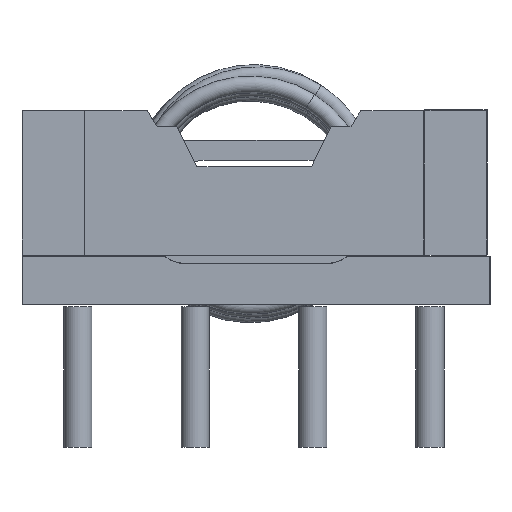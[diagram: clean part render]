
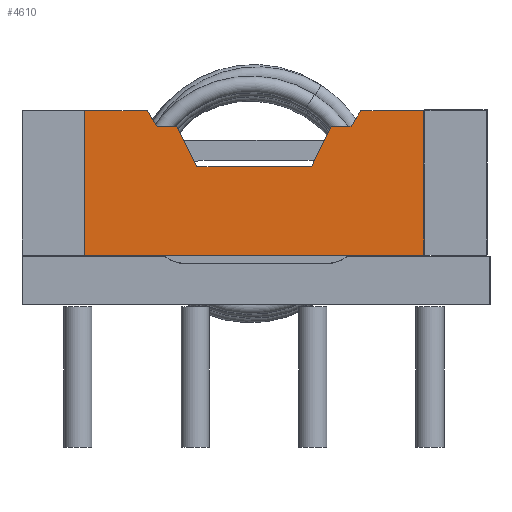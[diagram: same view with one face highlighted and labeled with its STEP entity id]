
A CAD part, left-side view. The second image highlights one B-rep face of the part: STEP entity #4610.
In plain terms, the highlighted planar face has unit normal (-1, 0, 0).
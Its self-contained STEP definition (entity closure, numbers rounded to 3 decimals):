
#4238=CARTESIAN_POINT('',(-8.038,3.157,5.689));
#4239=VERTEX_POINT('',#4238);
#4246=CARTESIAN_POINT('',(-8.038,2.527,5.689));
#4247=VERTEX_POINT('',#4246);
#4248=CARTESIAN_POINT('',(-8.038,2.527,5.689));
#4249=DIRECTION('',(0.0,1.0,0.0));
#4250=VECTOR('',#4249,0.63);
#4251=LINE('',#4248,#4250);
#4252=EDGE_CURVE('',#4247,#4239,#4251,.T.);
#4277=CARTESIAN_POINT('',(-8.038,1.886,4.4));
#4278=VERTEX_POINT('',#4277);
#4279=CARTESIAN_POINT('',(-8.038,1.886,4.4));
#4280=DIRECTION('',(0.0,0.445,0.896));
#4281=VECTOR('',#4280,1.44);
#4282=LINE('',#4279,#4281);
#4283=EDGE_CURVE('',#4278,#4247,#4282,.T.);
#4308=CARTESIAN_POINT('',(-8.038,-1.774,4.4));
#4309=VERTEX_POINT('',#4308);
#4310=CARTESIAN_POINT('',(-8.038,-1.774,4.4));
#4311=DIRECTION('',(0.0,1.0,0.0));
#4312=VECTOR('',#4311,3.66);
#4313=LINE('',#4310,#4312);
#4314=EDGE_CURVE('',#4309,#4278,#4313,.T.);
#4339=CARTESIAN_POINT('',(-8.038,-2.406,5.694));
#4340=VERTEX_POINT('',#4339);
#4341=CARTESIAN_POINT('',(-8.038,-2.406,5.694));
#4342=DIRECTION('',(0.0,0.439,-0.899));
#4343=VECTOR('',#4342,1.44);
#4344=LINE('',#4341,#4343);
#4345=EDGE_CURVE('',#4340,#4309,#4344,.T.);
#4371=CARTESIAN_POINT('',(-8.038,-3.036,5.694));
#4372=VERTEX_POINT('',#4371);
#4379=CARTESIAN_POINT('',(-8.038,-3.351,6.195));
#4380=VERTEX_POINT('',#4379);
#4381=CARTESIAN_POINT('',(-8.038,-3.351,6.195));
#4382=DIRECTION('',(0.0,0.533,-0.846));
#4383=VECTOR('',#4382,0.592);
#4384=LINE('',#4381,#4383);
#4385=EDGE_CURVE('',#4380,#4372,#4384,.T.);
#4408=CARTESIAN_POINT('',(-8.038,-3.036,5.694));
#4409=DIRECTION('',(0.0,1.0,0.0));
#4410=VECTOR('',#4409,0.63);
#4411=LINE('',#4408,#4410);
#4412=EDGE_CURVE('',#4372,#4340,#4411,.T.);
#4431=CARTESIAN_POINT('',(-8.038,3.477,6.195));
#4432=VERTEX_POINT('',#4431);
#4439=CARTESIAN_POINT('',(-8.038,3.157,5.689));
#4440=DIRECTION('',(0.0,0.535,0.845));
#4441=VECTOR('',#4440,0.598);
#4442=LINE('',#4439,#4441);
#4443=EDGE_CURVE('',#4239,#4432,#4442,.T.);
#4508=CARTESIAN_POINT('',(-8.038,-5.38,6.195));
#4509=VERTEX_POINT('',#4508);
#4510=CARTESIAN_POINT('',(-8.038,-5.38,6.195));
#4511=DIRECTION('',(0.0,1.0,0.0));
#4512=VECTOR('',#4511,2.029);
#4513=LINE('',#4510,#4512);
#4514=EDGE_CURVE('',#4509,#4380,#4513,.T.);
#4531=CARTESIAN_POINT('',(-8.038,5.47,6.195));
#4532=VERTEX_POINT('',#4531);
#4540=CARTESIAN_POINT('',(-8.038,5.47,1.575));
#4541=VERTEX_POINT('',#4540);
#4548=CARTESIAN_POINT('',(-8.038,5.47,1.575));
#4549=DIRECTION('',(0.0,0.0,1.0));
#4550=VECTOR('',#4549,4.62);
#4551=LINE('',#4548,#4550);
#4552=EDGE_CURVE('',#4541,#4532,#4551,.T.);
#4563=CARTESIAN_POINT('',(-8.038,-5.38,1.575));
#4564=VERTEX_POINT('',#4563);
#4565=CARTESIAN_POINT('',(-8.038,-5.38,1.575));
#4566=DIRECTION('',(0.0,0.0,1.0));
#4567=VECTOR('',#4566,4.62);
#4568=LINE('',#4565,#4567);
#4569=EDGE_CURVE('',#4564,#4509,#4568,.T.);
#4581=CARTESIAN_POINT('',(-8.038,-5.38,1.575));
#4582=DIRECTION('',(-1.0,0.0,0.0));
#4583=DIRECTION('',(0.0,0.0,1.0));
#4584=AXIS2_PLACEMENT_3D('',#4581,#4582,#4583);
#4585=PLANE('',#4584);
#4586=ORIENTED_EDGE('',*,*,#4443,.T.);
#4587=CARTESIAN_POINT('',(-8.038,3.477,6.195));
#4588=DIRECTION('',(0.0,1.0,0.0));
#4589=VECTOR('',#4588,1.993);
#4590=LINE('',#4587,#4589);
#4591=EDGE_CURVE('',#4432,#4532,#4590,.T.);
#4592=ORIENTED_EDGE('',*,*,#4591,.T.);
#4593=ORIENTED_EDGE('',*,*,#4552,.F.);
#4594=CARTESIAN_POINT('',(-8.038,5.47,1.575));
#4595=DIRECTION('',(0.0,-1.0,0.0));
#4596=VECTOR('',#4595,10.85);
#4597=LINE('',#4594,#4596);
#4598=EDGE_CURVE('',#4541,#4564,#4597,.T.);
#4599=ORIENTED_EDGE('',*,*,#4598,.T.);
#4600=ORIENTED_EDGE('',*,*,#4569,.T.);
#4601=ORIENTED_EDGE('',*,*,#4514,.T.);
#4602=ORIENTED_EDGE('',*,*,#4385,.T.);
#4603=ORIENTED_EDGE('',*,*,#4412,.T.);
#4604=ORIENTED_EDGE('',*,*,#4345,.T.);
#4605=ORIENTED_EDGE('',*,*,#4314,.T.);
#4606=ORIENTED_EDGE('',*,*,#4283,.T.);
#4607=ORIENTED_EDGE('',*,*,#4252,.T.);
#4608=EDGE_LOOP('',(#4586,#4592,#4593,#4599,#4600,#4601,#4602,#4603,#4604,#4605,#4606,#4607));
#4609=FACE_OUTER_BOUND('',#4608,.T.);
#4610=ADVANCED_FACE('',(#4609),#4585,.T.);
